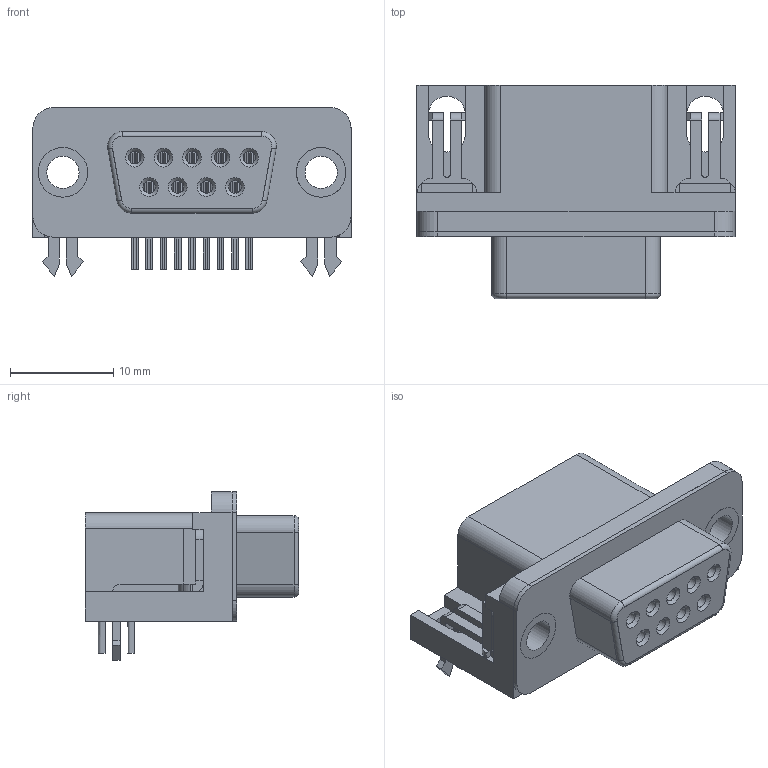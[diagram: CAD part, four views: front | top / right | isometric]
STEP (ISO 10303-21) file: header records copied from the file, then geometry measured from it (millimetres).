
FILE_DESCRIPTION(/* description */ ('Unknown'),/* implementation_level */ '2;1');
FILE_NAME(/* name */ '618009233821',/* time_stamp */ '2018-11-15T13:23:39+01:00',/* author */ ('Unknown'),/* organization */ ('Unknown'),/* preprocessor_version */ 'ST-DEVELOPER v16.7',/* originating_system */ 'DEX',/* authorisation */ $);
FILE_SCHEMA (('AP242_MANAGED_MODEL_BASED_3D_ENGINEERING_MIM_LF { 1 0 10303 442 1 1 4 }','AUTOMOTIVE_DESIGN {1 0 10303 214 3 1 1}'));
Length unit declared in the file: millimetre
Products named in the file (8): 6180xx233821; 6180092xxx21; 6180xx2xxx21_PIN _COURTE; 6180xx2xxx21_PIN _LONGUE; 6180092xxx21_ARRIERE; 6180xx23xx21_CLIP; 6180xx2xxx21_SERRAGE
Assembly tree (16 placements, depth 2):
  6180xx233821
    6180092xxx21
    6180xx2xxx21_PIN _COURTE  x4
    6180xx2xxx21_PIN _LONGUE  x5
    6180092xxx21_ARRIERE
    6180092xxx21
    6180xx23xx21_CLIP  x2
    6180xx2xxx21_SERRAGE  x2
Bounding box: 30.82 x 20.65 x 16.35 mm (x, y, z)
Volume: 3737 mm3; surface area: 6635.5 mm2
Topology: 16 solids, 16 shells, 1210 faces, 3453 edges, 2283 vertices
Faces by surface type: plane 822, cylinder 275, bspline 90, cone 15, torus 8
Full cylindrical faces by diameter (mm): 1.2 x9, 3.121 x2, 4 x8
Entity records: 22248 total; most frequent: CARTESIAN_POINT 7811, ORIENTED_EDGE 2982, DIRECTION 2814, EDGE_CURVE 1491, LINE 1190, VECTOR 1190, VERTEX_POINT 987, AXIS2_PLACEMENT_3D 812
